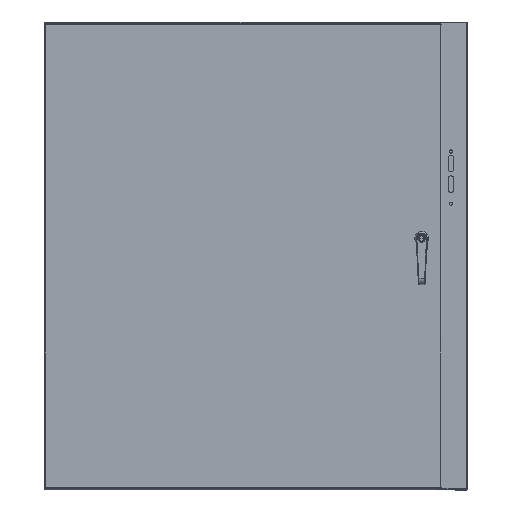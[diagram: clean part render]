
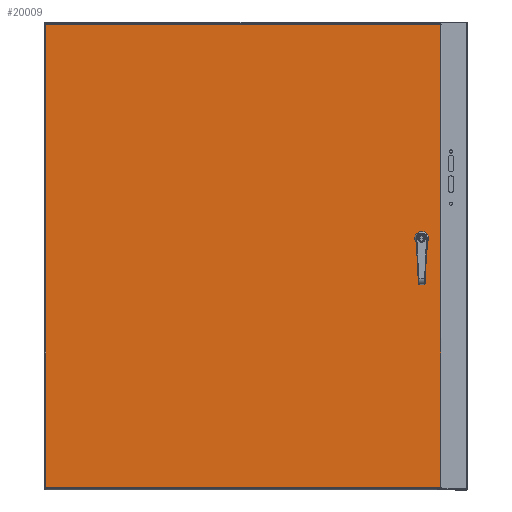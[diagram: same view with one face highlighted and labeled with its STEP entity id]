
A CAD part, top view. The second image highlights one B-rep face of the part: STEP entity #20009.
In plain terms, the highlighted face is planar.
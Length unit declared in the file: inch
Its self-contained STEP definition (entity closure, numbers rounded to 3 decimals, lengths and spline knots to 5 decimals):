
#18679=CARTESIAN_POINT('',(2.03262,22.825,0.0));
#18680=VERTEX_POINT('',#18679);
#18687=CARTESIAN_POINT('',(2.22,22.63762,0.0));
#18688=VERTEX_POINT('',#18687);
#18689=CARTESIAN_POINT('',(1.82,22.425,0.0));
#18690=DIRECTION('',(0.0,0.0,1.0));
#18691=DIRECTION('',(-0.469,-0.883,0.0));
#18692=AXIS2_PLACEMENT_3D('',#18689,#18690,#18691);
#18693=CIRCLE('',#18692,0.453);
#18694=EDGE_CURVE('',#18688,#18680,#18693,.T.);
#18719=CARTESIAN_POINT('',(2.22,22.21238,0.0));
#18720=VERTEX_POINT('',#18719);
#18721=CARTESIAN_POINT('',(2.22,22.21238,0.0));
#18722=DIRECTION('',(0.0,1.0,0.0));
#18723=VECTOR('',#18722,0.42525);
#18724=LINE('',#18721,#18723);
#18725=EDGE_CURVE('',#18720,#18688,#18724,.T.);
#18751=CARTESIAN_POINT('',(2.03262,22.025,0.0));
#18752=VERTEX_POINT('',#18751);
#18753=CARTESIAN_POINT('',(1.82,22.425,0.0));
#18754=DIRECTION('',(0.0,0.0,1.));
#18755=DIRECTION('',(-0.883,0.469,0.0));
#18756=AXIS2_PLACEMENT_3D('',#18753,#18754,#18755);
#18757=CIRCLE('',#18756,0.453);
#18758=EDGE_CURVE('',#18752,#18720,#18757,.T.);
#18783=CARTESIAN_POINT('',(1.60738,22.025,0.0));
#18784=VERTEX_POINT('',#18783);
#18785=CARTESIAN_POINT('',(1.60738,22.025,0.0));
#18786=DIRECTION('',(1.0,0.0,0.0));
#18787=VECTOR('',#18786,0.42525);
#18788=LINE('',#18785,#18787);
#18789=EDGE_CURVE('',#18784,#18752,#18788,.T.);
#18815=CARTESIAN_POINT('',(1.42,22.21238,0.0));
#18816=VERTEX_POINT('',#18815);
#18817=CARTESIAN_POINT('',(1.82,22.425,0.0));
#18818=DIRECTION('',(0.0,0.0,1.0));
#18819=DIRECTION('',(0.469,0.883,0.0));
#18820=AXIS2_PLACEMENT_3D('',#18817,#18818,#18819);
#18821=CIRCLE('',#18820,0.453);
#18822=EDGE_CURVE('',#18816,#18784,#18821,.T.);
#18847=CARTESIAN_POINT('',(1.42,22.63762,0.0));
#18848=VERTEX_POINT('',#18847);
#18849=CARTESIAN_POINT('',(1.42,22.63762,0.0));
#18850=DIRECTION('',(0.0,-1.0,0.0));
#18851=VECTOR('',#18850,0.42525);
#18852=LINE('',#18849,#18851);
#18853=EDGE_CURVE('',#18848,#18816,#18852,.T.);
#18879=CARTESIAN_POINT('',(1.60738,22.825,0.0));
#18880=VERTEX_POINT('',#18879);
#18881=CARTESIAN_POINT('',(1.82,22.425,0.0));
#18882=DIRECTION('',(0.0,0.0,1.0));
#18883=DIRECTION('',(0.883,-0.469,0.0));
#18884=AXIS2_PLACEMENT_3D('',#18881,#18882,#18883);
#18885=CIRCLE('',#18884,0.453);
#18886=EDGE_CURVE('',#18880,#18848,#18885,.T.);
#18909=CARTESIAN_POINT('',(2.03262,22.825,0.0));
#18910=DIRECTION('',(-1.0,0.0,0.0));
#18911=VECTOR('',#18910,0.42525);
#18912=LINE('',#18909,#18911);
#18913=EDGE_CURVE('',#18680,#18880,#18912,.T.);
#18981=CARTESIAN_POINT('',(35.58225,0.10525,0.));
#18982=VERTEX_POINT('',#18981);
#18993=CARTESIAN_POINT('',(35.58225,41.64475,0.));
#18994=VERTEX_POINT('',#18993);
#18995=CARTESIAN_POINT('',(35.58225,41.64475,0.0));
#18996=DIRECTION('',(0.0,-1.0,0.0));
#18997=VECTOR('',#18996,41.5395);
#18998=LINE('',#18995,#18997);
#18999=EDGE_CURVE('',#18994,#18982,#18998,.T.);
#19187=CARTESIAN_POINT('',(0.10525,0.10525,0.));
#19188=VERTEX_POINT('',#19187);
#19199=CARTESIAN_POINT('',(35.58225,0.10525,0.0));
#19200=DIRECTION('',(-1.0,0.0,0.0));
#19201=VECTOR('',#19200,35.477);
#19202=LINE('',#19199,#19201);
#19203=EDGE_CURVE('',#18982,#19188,#19202,.T.);
#19464=CARTESIAN_POINT('',(0.10525,41.64475,0.));
#19465=VERTEX_POINT('',#19464);
#19476=CARTESIAN_POINT('',(0.10525,0.10525,0.0));
#19477=DIRECTION('',(0.0,1.0,0.0));
#19478=VECTOR('',#19477,41.5395);
#19479=LINE('',#19476,#19478);
#19480=EDGE_CURVE('',#19188,#19465,#19479,.T.);
#19745=CARTESIAN_POINT('',(0.10525,41.64475,0.0));
#19746=DIRECTION('',(1.0,0.0,0.0));
#19747=VECTOR('',#19746,35.477);
#19748=LINE('',#19745,#19747);
#19749=EDGE_CURVE('',#19465,#18994,#19748,.T.);
#19988=CARTESIAN_POINT('',(17.84375,20.875,0.0));
#19989=DIRECTION('',(0.0,0.0,1.0));
#19990=DIRECTION('',(1.0,0.0,0.0));
#19991=AXIS2_PLACEMENT_3D('',#19988,#19989,#19990);
#19992=PLANE('',#19991);
#19993=ORIENTED_EDGE('',*,*,#18999,.T.);
#19994=ORIENTED_EDGE('',*,*,#19203,.T.);
#19995=ORIENTED_EDGE('',*,*,#19480,.T.);
#19996=ORIENTED_EDGE('',*,*,#19749,.T.);
#19997=EDGE_LOOP('',(#19993,#19994,#19995,#19996));
#19998=FACE_OUTER_BOUND('',#19997,.T.);
#19999=ORIENTED_EDGE('',*,*,#18694,.T.);
#20000=ORIENTED_EDGE('',*,*,#18913,.T.);
#20001=ORIENTED_EDGE('',*,*,#18886,.T.);
#20002=ORIENTED_EDGE('',*,*,#18853,.T.);
#20003=ORIENTED_EDGE('',*,*,#18822,.T.);
#20004=ORIENTED_EDGE('',*,*,#18789,.T.);
#20005=ORIENTED_EDGE('',*,*,#18758,.T.);
#20006=ORIENTED_EDGE('',*,*,#18725,.T.);
#20007=EDGE_LOOP('',(#19999,#20000,#20001,#20002,#20003,#20004,#20005,#20006));
#20008=FACE_BOUND('',#20007,.T.);
#20009=ADVANCED_FACE('',(#19998,#20008),#19992,.F.);
